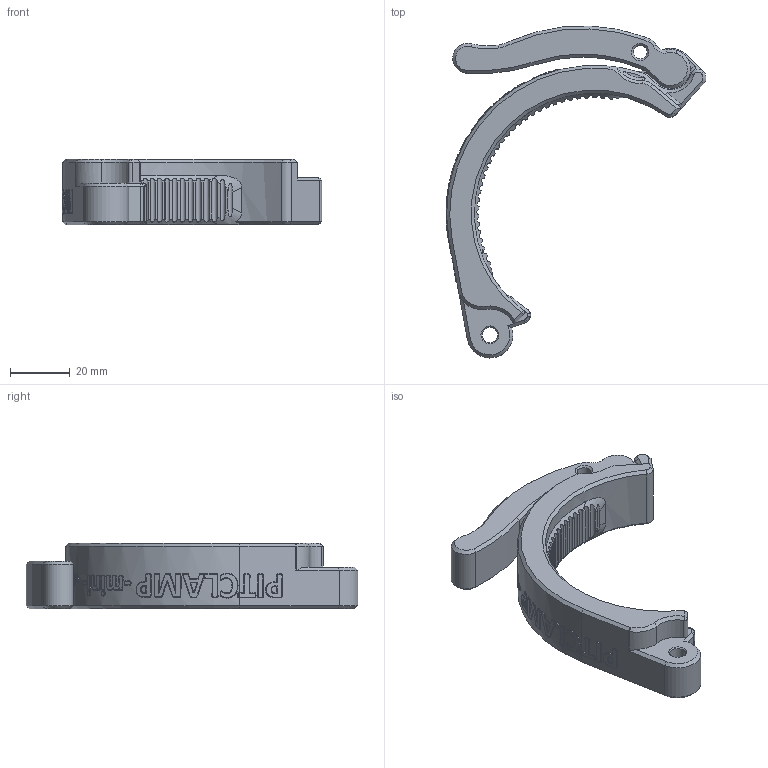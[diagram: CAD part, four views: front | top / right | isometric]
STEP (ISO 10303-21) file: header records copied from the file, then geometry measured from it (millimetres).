
FILE_DESCRIPTION(/* description */ (''),/* implementation_level */ '2;1');
FILE_NAME(/* name */ 'OSSM - Base - PitClamp Mini_Upper V1.1 & Handle (Print In Place)_step.stp',/* time_stamp */ '2025-03-30T17:43:39-04:00',/* author */ (''),/* organization */ (''),/* preprocessor_version */ 'ST-DEVELOPER v20.1',/* originating_system */ 'Autodesk Translation Framework v14.4.0.0',/* authorisation */ '');
FILE_SCHEMA (('AUTOMOTIVE_DESIGN { 1 0 10303 214 3 1 1 }'));
Products named in the file (1): Upper V1.1 & Handle (Print In Place)
Bounding box: 86.68 x 110.67 x 22 mm (x, y, z)
Volume: 46725.9 mm3; surface area: 15646 mm2
Topology: 1 solids, 1 shells, 477 faces, 1236 edges, 757 vertices
Faces by surface type: cylinder 171, plane 107, cone 101, bspline 94, torus 4
Full cylindrical faces by diameter (mm): 4.6 x1, 5.2 x1
Entity records: 45180 total; most frequent: CARTESIAN_POINT 34190, ORIENTED_EDGE 2466, DIRECTION 2026, EDGE_CURVE 1233, AXIS2_PLACEMENT_3D 762, VERTEX_POINT 757, EDGE_LOOP 514, LINE 502
